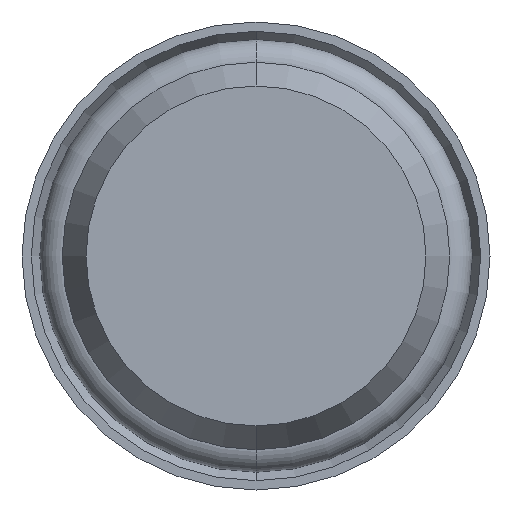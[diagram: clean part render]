
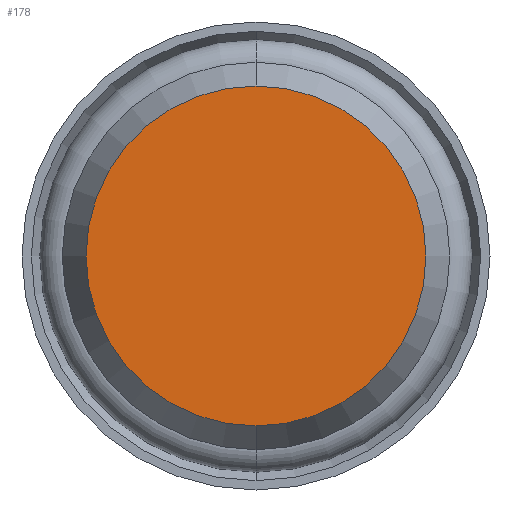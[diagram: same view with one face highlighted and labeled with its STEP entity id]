
A CAD part, front view. The second image highlights one B-rep face of the part: STEP entity #178.
In plain terms, the highlighted planar face has unit normal (0, -1, 0).
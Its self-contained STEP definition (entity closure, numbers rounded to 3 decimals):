
#21 = DIRECTION ( 'NONE',  ( 0., 0., -1. ) ) ;
#29 = CARTESIAN_POINT ( 'NONE',  ( 0., 0., 0. ) ) ;
#33 = DIRECTION ( 'NONE',  ( 0., -1., 0. ) ) ;
#51 = PLANE ( 'NONE',  #774 ) ;
#52 = CARTESIAN_POINT ( 'NONE',  ( 12.5, 0., 0. ) ) ;
#53 = DIRECTION ( 'NONE',  ( 0., -1., 0. ) ) ;
#62 = DIRECTION ( 'NONE',  ( 0., 0., -1. ) ) ;
#160 = EDGE_CURVE ( 'NONE', #1353, #1299, #760, .T. ) ;
#178 = ADVANCED_FACE ( 'NONE', ( #961 ), #51, .T. ) ;
#244 = EDGE_CURVE ( 'NONE', #1299, #1353, #1420, .T. ) ;
#389 = CARTESIAN_POINT ( 'NONE',  ( 0., 0., 0. ) ) ;
#390 = DIRECTION ( 'NONE',  ( 0., -1., 0. ) ) ;
#391 = DIRECTION ( 'NONE',  ( 0., 0., -1. ) ) ;
#679 = CARTESIAN_POINT ( 'NONE',  ( 0., 0., -9.08 ) ) ;
#704 = CARTESIAN_POINT ( 'NONE',  ( 0., 0., 9.08 ) ) ;
#760 = CIRCLE ( 'NONE', #782, 9.08 ) ;
#774 = AXIS2_PLACEMENT_3D ( 'NONE', #52, #53, #62 ) ;
#782 = AXIS2_PLACEMENT_3D ( 'NONE', #29, #33, #21 ) ;
#868 = ORIENTED_EDGE ( 'NONE', *, *, #160, .T. ) ;
#869 = ORIENTED_EDGE ( 'NONE', *, *, #244, .T. ) ;
#950 = EDGE_LOOP ( 'NONE', ( #868, #869 ) ) ;
#961 = FACE_OUTER_BOUND ( 'NONE', #950, .T. ) ;
#1299 = VERTEX_POINT ( 'NONE', #679 ) ;
#1353 = VERTEX_POINT ( 'NONE', #704 ) ;
#1418 = AXIS2_PLACEMENT_3D ( 'NONE', #389, #390, #391 ) ;
#1420 = CIRCLE ( 'NONE', #1418, 9.08 ) ;
